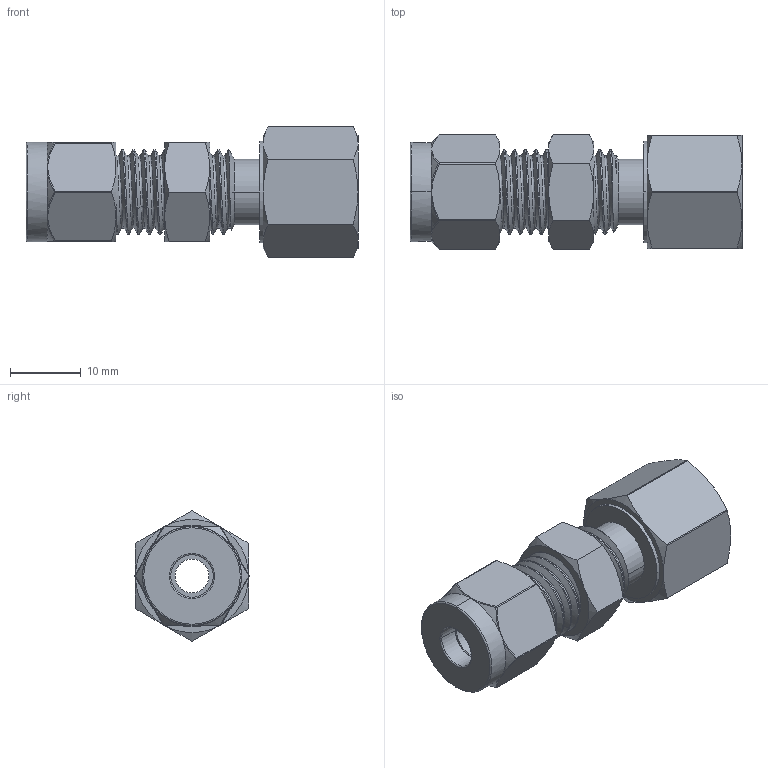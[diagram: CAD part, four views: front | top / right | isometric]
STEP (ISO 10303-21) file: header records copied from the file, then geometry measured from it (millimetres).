
FILE_DESCRIPTION((''),'2;1');
FILE_NAME('001_CBFC_BFC_MASTER_ASM','2025-06-26T13:08:44',('Administrator'),(''),'CREO PARAMETRIC BY PTC INC, 2020414','CREO PARAMETRIC BY PTC INC, 2020414','');
FILE_SCHEMA(('AUTOMOTIVE_DESIGN { 1 0 10303 214 1 1 1 1 }'));
Products named in the file (6): DIN2353-TUBE; DIN2353_TUBE_NUT; BACK_FERRULE; FRONT_FERRULE; DIN2353_TUBE_NUT1; 001_CBFC_BFC_MASTER_ASM
Assembly tree (5 placements, depth 2):
  001_CBFC_BFC_MASTER_ASM
    DIN2353-TUBE
    DIN2353_TUBE_NUT
    BACK_FERRULE
    FRONT_FERRULE
    DIN2353_TUBE_NUT1
Bounding box: 46.9 x 16.17 x 18.44 mm (x, y, z)
Volume: 5860.3 mm3; surface area: 6214.7 mm2
Topology: 5 solids, 5 shells, 268 faces, 672 edges, 453 vertices
Faces by surface type: cylinder 79, cone 72, bspline 53, plane 34, torus 24, sphere 6
Entity records: 34684 total; most frequent: CARTESIAN_POINT 27429, ORIENTED_EDGE 1298, DIRECTION 1010, EDGE_CURVE 649, AXIS2_PLACEMENT_3D 415, VERTEX_POINT 395, PRESENTATION_STYLE_ASSIGNMENT 343, STYLED_ITEM 343
